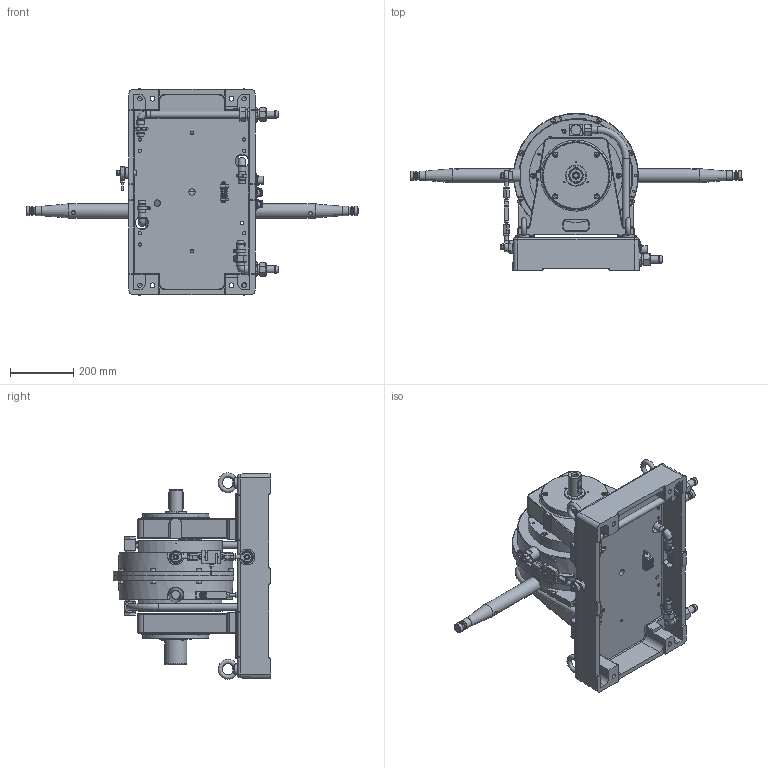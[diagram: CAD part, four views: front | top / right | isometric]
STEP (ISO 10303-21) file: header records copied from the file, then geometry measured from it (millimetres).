
FILE_DESCRIPTION (( 'STEP AP203' ), '1' );
FILE_NAME ('314-101-000-051_EF_1WB15.STEP', '2014-07-09T06:27:48', ( 'ajoy' ), ( 'Microsoft' ), 'SwSTEP 2.0', 'SolidWorks 2014', '' );
FILE_SCHEMA (( 'CONFIG_CONTROL_DESIGN' ));
Products named in the file (1): 314-101-000-051_EF_1WB15
Bounding box: 1050 x 497.5 x 652.9 mm (x, y, z)
Surface area: 2326519.3 mm2 (no closed solid volume)
Topology: 0 solids, 313 shells, 1821 faces, 8263 edges, 6598 vertices
Faces by surface type: plane 946, cylinder 460, cone 199, torus 145, bspline 52, sphere 19
Full cylindrical faces by diameter (mm): 1.5 x15, 2.5 x2, 3 x2, 3.3 x6, 4 x1, 4.2 x3, 4.5 x4, 5.5 x12, 6.4 x2, 7 x10, 7.5 x2, 8 x10, 8.5 x9, 8.6 x3, 9.5 x2, 10 x10, 10.2 x8, 11.3 x1, 12 x5, 15 x6, 16 x12, 16.5 x13, 17 x1, 17.5 x1, 18 x6, 18.5 x2, 19 x8, 20 x2, 22 x12, 24 x6
Entity records: 95003 total; most frequent: CARTESIAN_POINT 34279, DIRECTION 11203, ORIENTED_EDGE 10430, EDGE_CURVE 7757, VERTEX_POINT 6476, LINE 3899, VECTOR 3899, AXIS2_PLACEMENT_3D 3652
